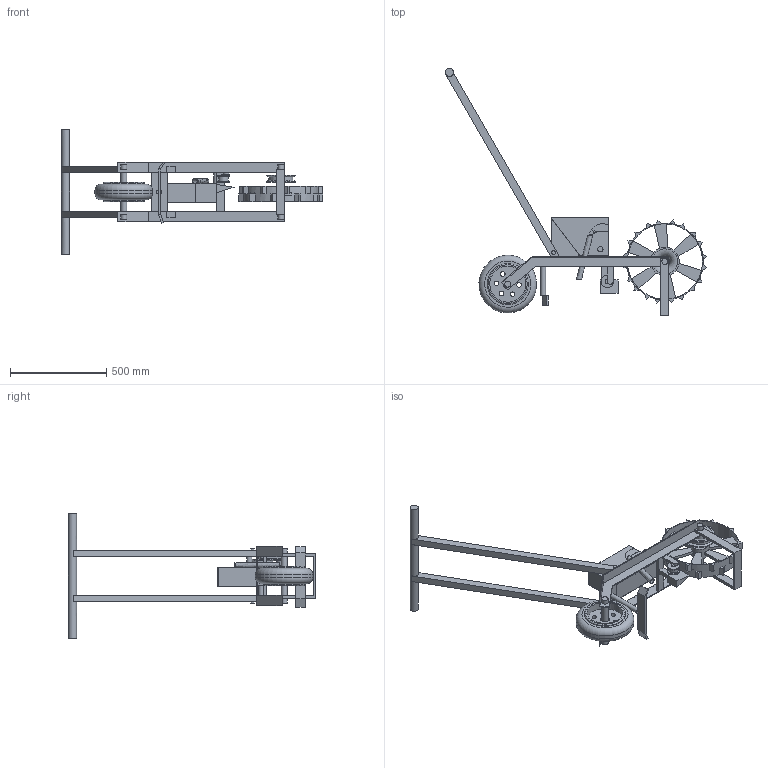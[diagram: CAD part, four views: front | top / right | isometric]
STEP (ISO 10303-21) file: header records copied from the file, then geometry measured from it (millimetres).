
FILE_DESCRIPTION((' '),'2;1');
FILE_NAME( 'Assembly1.stp', '2018-03- 2T19:59:55', (' '), ('--- Datakit www.datakit.com---'), ' Datakit CrossCadWare V2017.1 Dec 27 2016', 'DATAKIT 2018 (c)', ' ');
FILE_SCHEMA(('AP203_CONFIGURATION_CONTROLLED_3D_DESIGN_OF_MECHANICAL_PARTS_AND_ASSEMBLIES_MIM_LF { 1 0 10303 403 2 1 2}'));
Length unit declared in the file: millimetre
Products named in the file (5): frame:1; front:1; hopper:1; rear:1; Assembly1.iam
Assembly tree (4 placements, depth 2):
  Assembly1.iam
    frame:1
    front:1
    hopper:1
    rear:1
Bounding box: 1362.12 x 1286.08 x 646.59 mm (x, y, z)
Volume: 12433247 mm3; surface area: 2260409.6 mm2
Topology: 8 solids, 9 shells, 277 faces, 716 edges, 466 vertices
Faces by surface type: plane 215, cylinder 50, cone 5, torus 5, extrusion 2
Full cylindrical faces by diameter (mm): 9.515 x6, 15.972 x1, 19.04 x2, 23.883 x6, 24.448 x2, 25.522 x1, 27.62 x3, 31.689 x3, 32.056 x3, 42.429 x1, 43.508 x1, 45.732 x1, 50.101 x1, 52.726 x1, 66.007 x2, 93.153 x1, 125.101 x1, 149.216 x2, 187.323 x2, 213.386 x2, 300 x1, 392 x1, 400 x1
Entity records: 8383 total; most frequent: CARTESIAN_POINT 1482, DIRECTION 1403, ORIENTED_EDGE 1310, EDGE_CURVE 654, VECTOR 469, AXIS2_PLACEMENT_3D 467, LINE 467, VERTEX_POINT 460
